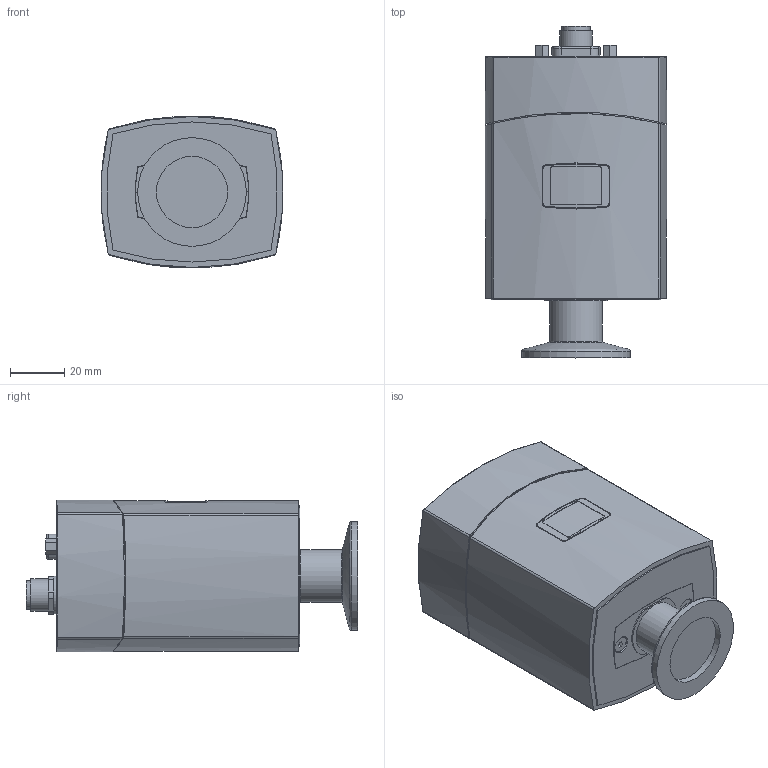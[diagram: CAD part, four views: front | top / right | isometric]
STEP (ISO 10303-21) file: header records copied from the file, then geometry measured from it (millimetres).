
FILE_DESCRIPTION((''),'2;1');
FILE_NAME('308-510_Dsub_DNet.stp','2013-07-19T07:38:36',('BEM'),(''),'Autodesk Inventor 2012','Autodesk Inventor 2012','');
FILE_SCHEMA(('AUTOMOTIVE_DESIGN { 1 0 10303 214 1 1 1 1 }'));
Length unit declared in the file: millimetre
Products named in the file (21): 308-510_Dsub_DNet; 308-485; 308-387; 308-510-10; 308-376; 308-379; 308-393-2; 308-510-13; 308-372; 308-510-1; 308-420-3; 308-373; DIN 7991 M3x8; 308-491; 308-354; 308-482; 311-671-10; 311-511; 311-512; 311-511-3; 311-511-2
Assembly tree (28 placements, depth 4):
  308-510_Dsub_DNet
    308-485
    308-387
    308-510-10
      308-376
        308-379
        308-393-2  x5
    308-510-13
      308-372
    308-510-1
    308-420-3  x2
    308-373
    DIN 7991 M3x8  x2
    308-491
      308-354
      308-482
    311-671-10
    311-511
      311-512
      311-511-3  x3
      311-511-2
Bounding box: 67 x 122.3 x 56 mm (x, y, z)
Volume: 78008.4 mm3; surface area: 81934.1 mm2
Topology: 37 solids, 37 shells, 1296 faces, 3345 edges, 2189 vertices
Faces by surface type: plane 874, cylinder 335, cone 36, torus 29, sphere 14, bspline 8
Full cylindrical faces by diameter (mm): 0.9 x9, 1 x16, 1.2 x1, 1.3 x9, 2 x2, 2.1 x2, 2.156 x2, 2.6 x6, 2.8 x7, 2.845 x2, 2.9 x5, 3 x10, 3.2 x9, 3.4 x5, 3.6 x2, 4 x2, 6 x2, 8.3 x1, 9.4 x1, 9.5 x1, 10.5 x1, 10.917 x1, 12 x1, 12.2 x1, 14 x1, 16 x1, 18 x1, 19 x1, 19.5 x1, 26.2 x1
Entity records: 37279 total; most frequent: CARTESIAN_POINT 7267, DIRECTION 5835, ORIENTED_EDGE 5820, EDGE_CURVE 2910, VECTOR 2155, LINE 2155, VERTEX_POINT 1974, AXIS2_PLACEMENT_3D 1840
